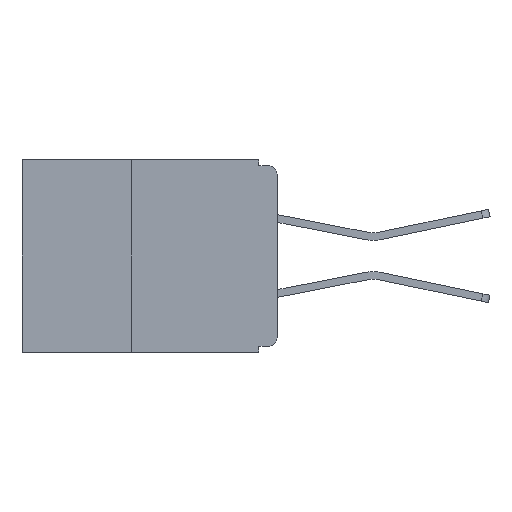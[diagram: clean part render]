
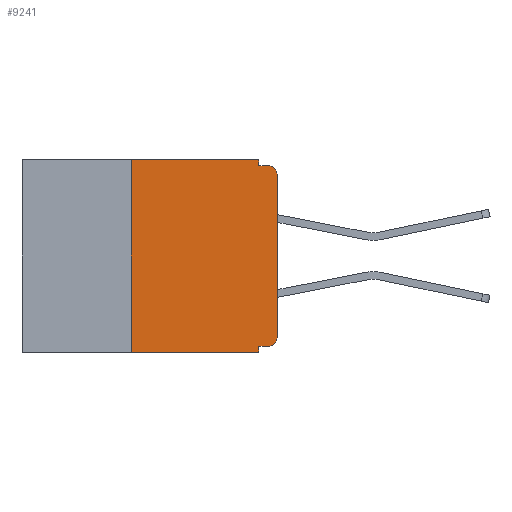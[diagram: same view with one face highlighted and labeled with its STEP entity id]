
A CAD part, left-side view. The second image highlights one B-rep face of the part: STEP entity #9241.
In plain terms, the highlighted planar face has unit normal (-1, 0, 0).
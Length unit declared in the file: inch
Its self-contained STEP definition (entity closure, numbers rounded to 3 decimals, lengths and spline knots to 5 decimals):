
#472 = EDGE_CURVE ( 'NONE', #8663, #3644, #22191, .T. ) ;
#579 = AXIS2_PLACEMENT_3D ( 'NONE', #1147, #13668, #3038 ) ;
#1147 = CARTESIAN_POINT ( 'NONE',  ( 0., 0.015, -0.305 ) ) ;
#1435 = CARTESIAN_POINT ( 'NONE',  ( 0., 0.015, -0.01 ) ) ;
#1570 = DIRECTION ( 'NONE',  ( 0., -1., 0. ) ) ;
#1749 = EDGE_CURVE ( 'NONE', #14007, #19259, #11178, .T. ) ;
#2545 = CARTESIAN_POINT ( 'NONE',  ( 0., 0.015, -0.025 ) ) ;
#2554 = ORIENTED_EDGE ( 'NONE', *, *, #7671, .T. ) ;
#2674 = ORIENTED_EDGE ( 'NONE', *, *, #20584, .T. ) ;
#2783 = CARTESIAN_POINT ( 'NONE',  ( 0., 0.437, -0.33 ) ) ;
#2856 = ORIENTED_EDGE ( 'NONE', *, *, #13545, .F. ) ;
#3009 = EDGE_CURVE ( 'NONE', #14007, #11916, #17682, .T. ) ;
#3038 = DIRECTION ( 'NONE',  ( 0., 0., -1. ) ) ;
#3078 = ORIENTED_EDGE ( 'NONE', *, *, #472, .F. ) ;
#3118 = ORIENTED_EDGE ( 'NONE', *, *, #5228, .F. ) ;
#3305 = ORIENTED_EDGE ( 'NONE', *, *, #1749, .F. ) ;
#3381 = ORIENTED_EDGE ( 'NONE', *, *, #3009, .T. ) ;
#3390 = CARTESIAN_POINT ( 'NONE',  ( 0., 0., -0.01 ) ) ;
#3566 = CARTESIAN_POINT ( 'NONE',  ( 0., 0.031, -0.01 ) ) ;
#3567 = CIRCLE ( 'NONE', #579, 0.015 ) ;
#3598 = CARTESIAN_POINT ( 'NONE',  ( 0., 0.031, -0.32 ) ) ;
#3606 = ORIENTED_EDGE ( 'NONE', *, *, #4260, .F. ) ;
#3644 = VERTEX_POINT ( 'NONE', #3566 ) ;
#3823 = ORIENTED_EDGE ( 'NONE', *, *, #18255, .F. ) ;
#3886 = ORIENTED_EDGE ( 'NONE', *, *, #22868, .T. ) ;
#4095 = VECTOR ( 'NONE', #14765, 39.37008 ) ;
#4260 = EDGE_CURVE ( 'NONE', #18203, #11916, #7954, .T. ) ;
#4307 = VECTOR ( 'NONE', #11525, 39.37008 ) ;
#4429 = DIRECTION ( 'NONE',  ( 0., 0., -1. ) ) ;
#4526 = VERTEX_POINT ( 'NONE', #19246 ) ;
#4588 = DIRECTION ( 'NONE',  ( 0., 0., -1. ) ) ;
#4666 = PLANE ( 'NONE',  #13780 ) ;
#5228 = EDGE_CURVE ( 'NONE', #19259, #8663, #13672, .T. ) ;
#5335 = CARTESIAN_POINT ( 'NONE',  ( 0., 0.031, -0.33 ) ) ;
#6462 = VERTEX_POINT ( 'NONE', #1435 ) ;
#6493 = VECTOR ( 'NONE', #12560, 39.37008 ) ;
#6827 = CARTESIAN_POINT ( 'NONE',  ( 0., 0.031, -0.33 ) ) ;
#6935 = VECTOR ( 'NONE', #21302, 39.37008 ) ;
#7584 = CARTESIAN_POINT ( 'NONE',  ( 0., 0.25, -0.33 ) ) ;
#7671 = EDGE_CURVE ( 'NONE', #19595, #4526, #9040, .T. ) ;
#7954 = LINE ( 'NONE', #5335, #12078 ) ;
#8088 = CARTESIAN_POINT ( 'NONE',  ( 0., 0.25, -0.33 ) ) ;
#8333 = VECTOR ( 'NONE', #1570, 39.37008 ) ;
#8562 = CARTESIAN_POINT ( 'NONE',  ( 0., 0., -0.305 ) ) ;
#8663 = VERTEX_POINT ( 'NONE', #17393 ) ;
#9040 = LINE ( 'NONE', #9770, #4307 ) ;
#9241 = ADVANCED_FACE ( 'NONE', ( #20774 ), #4666, .F. ) ;
#9573 = CARTESIAN_POINT ( 'NONE',  ( 0., 0.25, 0. ) ) ;
#9770 = CARTESIAN_POINT ( 'NONE',  ( 0., 0., 0. ) ) ;
#10022 = DIRECTION ( 'NONE',  ( 1., 0., 0. ) ) ;
#11178 = LINE ( 'NONE', #7584, #6493 ) ;
#11525 = DIRECTION ( 'NONE',  ( 0., 0., 1. ) ) ;
#11606 = LINE ( 'NONE', #14271, #6935 ) ;
#11738 = EDGE_LOOP ( 'NONE', ( #2554, #2674, #2856, #3078, #3118, #3305, #3381, #3606, #3823, #3886 ) ) ;
#11916 = VERTEX_POINT ( 'NONE', #6827 ) ;
#12078 = VECTOR ( 'NONE', #4588, 39.37008 ) ;
#12494 = CARTESIAN_POINT ( 'NONE',  ( 0., 0.031, 0. ) ) ;
#12560 = DIRECTION ( 'NONE',  ( 0., 0., 1. ) ) ;
#12834 = CIRCLE ( 'NONE', #19359, 0.015 ) ;
#12896 = VERTEX_POINT ( 'NONE', #17889 ) ;
#13122 = LINE ( 'NONE', #3390, #22921 ) ;
#13545 = EDGE_CURVE ( 'NONE', #3644, #6462, #13122, .T. ) ;
#13668 = DIRECTION ( 'NONE',  ( -1., 0., 0. ) ) ;
#13672 = LINE ( 'NONE', #16952, #22386 ) ;
#13780 = AXIS2_PLACEMENT_3D ( 'NONE', #18740, #10022, #22193 ) ;
#14004 = DIRECTION ( 'NONE',  ( 0., -1., 0. ) ) ;
#14007 = VERTEX_POINT ( 'NONE', #8088 ) ;
#14271 = CARTESIAN_POINT ( 'NONE',  ( 0., 0., -0.32 ) ) ;
#14765 = DIRECTION ( 'NONE',  ( 0., 0., -1. ) ) ;
#14969 = DIRECTION ( 'NONE',  ( -1., 0., 0. ) ) ;
#16886 = DIRECTION ( 'NONE',  ( 0., -1., 0. ) ) ;
#16952 = CARTESIAN_POINT ( 'NONE',  ( 0., 0.437, 0. ) ) ;
#17393 = CARTESIAN_POINT ( 'NONE',  ( 0., 0.031, 0. ) ) ;
#17682 = LINE ( 'NONE', #2783, #8333 ) ;
#17889 = CARTESIAN_POINT ( 'NONE',  ( 0., 0.015, -0.32 ) ) ;
#18203 = VERTEX_POINT ( 'NONE', #3598 ) ;
#18255 = EDGE_CURVE ( 'NONE', #12896, #18203, #11606, .T. ) ;
#18740 = CARTESIAN_POINT ( 'NONE',  ( 0., 0.437, 0. ) ) ;
#19246 = CARTESIAN_POINT ( 'NONE',  ( 0., 0., -0.025 ) ) ;
#19259 = VERTEX_POINT ( 'NONE', #9573 ) ;
#19359 = AXIS2_PLACEMENT_3D ( 'NONE', #2545, #14969, #4429 ) ;
#19595 = VERTEX_POINT ( 'NONE', #8562 ) ;
#20584 = EDGE_CURVE ( 'NONE', #4526, #6462, #12834, .T. ) ;
#20774 = FACE_OUTER_BOUND ( 'NONE', #11738, .T. ) ;
#21302 = DIRECTION ( 'NONE',  ( 0., 1., 0. ) ) ;
#22191 = LINE ( 'NONE', #12494, #4095 ) ;
#22193 = DIRECTION ( 'NONE',  ( 0., 0., -1. ) ) ;
#22386 = VECTOR ( 'NONE', #16886, 39.37008 ) ;
#22868 = EDGE_CURVE ( 'NONE', #12896, #19595, #3567, .T. ) ;
#22921 = VECTOR ( 'NONE', #14004, 39.37008 ) ;
